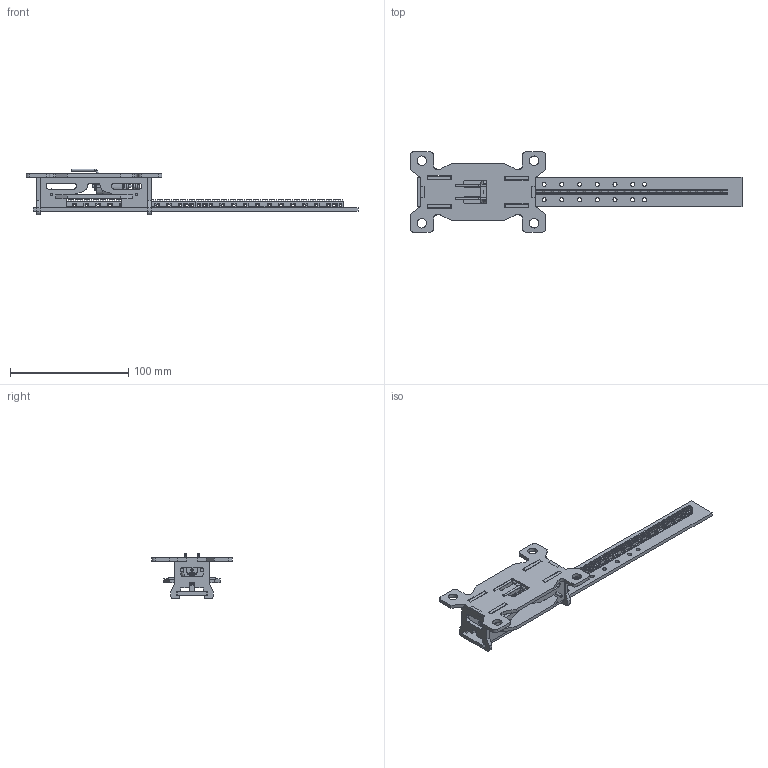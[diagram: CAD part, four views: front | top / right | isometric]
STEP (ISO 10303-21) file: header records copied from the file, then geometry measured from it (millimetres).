
FILE_DESCRIPTION(/* description */ (''),/* implementation_level */ '2;1');
FILE_NAME(/* name */ 'Linear_Actuator_Piston_assembly.stp',/* time_stamp */ '2025-03-30T10:42:21-04:00',/* author */ (''),/* organization */ (''),/* preprocessor_version */ 'ST-DEVELOPER v20',/* originating_system */ 'SIEMENS PLM Software NX2312.8301',/* authorisation */ '');
FILE_SCHEMA (('AUTOMOTIVE_DESIGN { 1 0 10303 214 3 1 1 1 }'));
Length unit declared in the file: millimetre
Products named in the file (12): Wires_NKF; Axle_NKF; Plate_Rail_Attachment_NKF; Front_Plate_Rail_Guide_NKF; Middle_Plate_Gear_Cage_NKF; Side_Plate_Axle_Guide_NKF; Top_Plate_Gear_Cage_NKF; gear_rack_NKF; gear_9p8mm_NKF; gear_worm_NKF; Adafruit_711_DC_Motor_NKF; Linear_Actuator_Piston_assembly
Assembly tree (17 placements, depth 2):
  Linear_Actuator_Piston_assembly
    Adafruit_711_DC_Motor_NKF
    gear_worm_NKF
    gear_9p8mm_NKF  x2
    gear_rack_NKF  x2
    Top_Plate_Gear_Cage_NKF
    Side_Plate_Axle_Guide_NKF  x2
    Middle_Plate_Gear_Cage_NKF
    Front_Plate_Rail_Guide_NKF  x2
    Plate_Rail_Attachment_NKF
    Axle_NKF  x2
    Wires_NKF  x2
Bounding box: 281.01 x 68 x 38.74 mm (x, y, z)
Volume: 67177.3 mm3; surface area: 59901.6 mm2
Topology: 18 solids, 18 shells, 1631 faces, 4720 edges, 3148 vertices
Faces by surface type: plane 1418, cylinder 179, bspline 14, torus 9, cone 7, extrusion 4
Full cylindrical faces by diameter (mm): 1.6 x4, 2 x27, 2.1 x4, 2.3 x2, 2.5 x8, 3 x1, 3.4 x18, 3.9 x4, 5 x1, 6 x1, 6.4 x4, 8 x4
Entity records: 39312 total; most frequent: CARTESIAN_POINT 8028, ORIENTED_EDGE 5256, DIRECTION 4738, EDGE_CURVE 2628, VECTOR 2300, LINE 2298, VERTEX_POINT 1783, AXIS2_PLACEMENT_3D 1219
